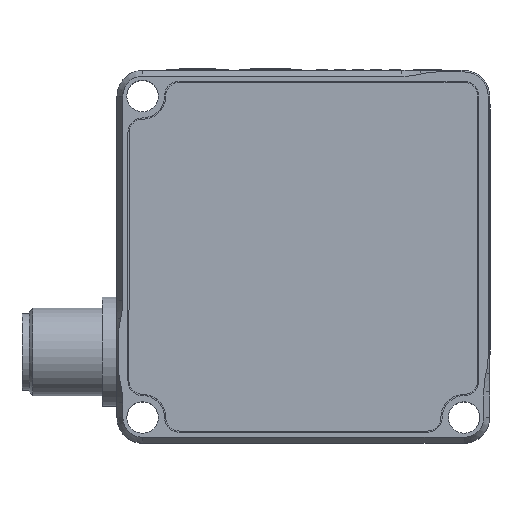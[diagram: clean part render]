
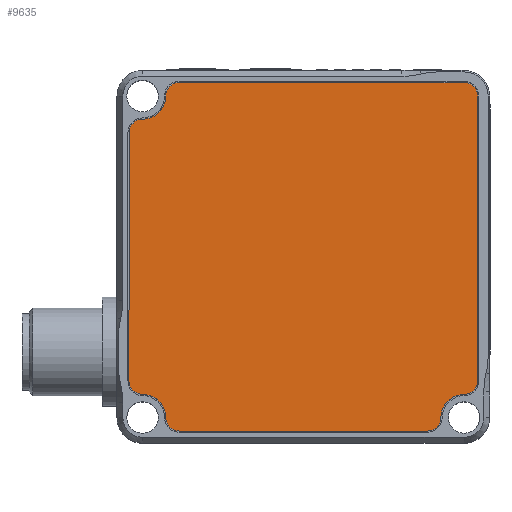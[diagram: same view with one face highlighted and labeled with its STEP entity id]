
A CAD part, top view. The second image highlights one B-rep face of the part: STEP entity #9635.
In plain terms, the highlighted planar face has unit normal (0, 0, 1).
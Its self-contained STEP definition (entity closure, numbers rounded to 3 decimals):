
#641=FACE_OUTER_BOUND('',#1204,.T.);
#1204=EDGE_LOOP('',(#7153,#7154,#7155,#7156,#7157,#7158,#7159,#7160,#7161,
#7162,#7163,#7164,#7165,#7166));
#1826=LINE('',#14567,#2766);
#1831=LINE('',#14583,#2771);
#1836=LINE('',#14599,#2776);
#1841=LINE('',#14615,#2781);
#2766=VECTOR('',#12118,10.);
#2771=VECTOR('',#12137,10.);
#2776=VECTOR('',#12156,10.);
#2781=VECTOR('',#12175,10.);
#3639=CIRCLE('',#10461,1.841);
#3640=CIRCLE('',#10463,3.17);
#3641=CIRCLE('',#10465,1.832);
#3642=CIRCLE('',#10468,1.832);
#3643=CIRCLE('',#10470,3.174);
#3644=CIRCLE('',#10472,1.834);
#3645=CIRCLE('',#10475,1.832);
#3646=CIRCLE('',#10477,3.174);
#3647=CIRCLE('',#10479,1.832);
#3648=CIRCLE('',#10482,1.838);
#4085=VERTEX_POINT('',#14564);
#4086=VERTEX_POINT('',#14566);
#4087=VERTEX_POINT('',#14570);
#4088=VERTEX_POINT('',#14574);
#4089=VERTEX_POINT('',#14578);
#4090=VERTEX_POINT('',#14582);
#4091=VERTEX_POINT('',#14586);
#4092=VERTEX_POINT('',#14590);
#4093=VERTEX_POINT('',#14594);
#4094=VERTEX_POINT('',#14598);
#4095=VERTEX_POINT('',#14602);
#4096=VERTEX_POINT('',#14606);
#4097=VERTEX_POINT('',#14610);
#4098=VERTEX_POINT('',#14614);
#5171=EDGE_CURVE('',#4086,#4085,#1826,.T.);
#5173=EDGE_CURVE('',#4087,#4086,#3639,.T.);
#5175=EDGE_CURVE('',#4088,#4087,#3640,.T.);
#5177=EDGE_CURVE('',#4089,#4088,#3641,.T.);
#5179=EDGE_CURVE('',#4090,#4089,#1831,.T.);
#5181=EDGE_CURVE('',#4091,#4090,#3642,.T.);
#5183=EDGE_CURVE('',#4092,#4091,#3643,.T.);
#5185=EDGE_CURVE('',#4093,#4092,#3644,.T.);
#5187=EDGE_CURVE('',#4094,#4093,#1836,.T.);
#5189=EDGE_CURVE('',#4095,#4094,#3645,.T.);
#5191=EDGE_CURVE('',#4096,#4095,#3646,.T.);
#5193=EDGE_CURVE('',#4097,#4096,#3647,.T.);
#5195=EDGE_CURVE('',#4098,#4097,#1841,.T.);
#5197=EDGE_CURVE('',#4085,#4098,#3648,.T.);
#7153=ORIENTED_EDGE('',*,*,#5197,.T.);
#7154=ORIENTED_EDGE('',*,*,#5195,.T.);
#7155=ORIENTED_EDGE('',*,*,#5193,.T.);
#7156=ORIENTED_EDGE('',*,*,#5191,.T.);
#7157=ORIENTED_EDGE('',*,*,#5189,.T.);
#7158=ORIENTED_EDGE('',*,*,#5187,.T.);
#7159=ORIENTED_EDGE('',*,*,#5185,.T.);
#7160=ORIENTED_EDGE('',*,*,#5183,.T.);
#7161=ORIENTED_EDGE('',*,*,#5181,.T.);
#7162=ORIENTED_EDGE('',*,*,#5179,.T.);
#7163=ORIENTED_EDGE('',*,*,#5177,.T.);
#7164=ORIENTED_EDGE('',*,*,#5175,.T.);
#7165=ORIENTED_EDGE('',*,*,#5173,.T.);
#7166=ORIENTED_EDGE('',*,*,#5171,.T.);
#8657=PLANE('',#10484);
#9635=ADVANCED_FACE('',(#641),#8657,.T.);
#10461=AXIS2_PLACEMENT_3D('',#14571,#12122,#12123);
#10463=AXIS2_PLACEMENT_3D('',#14575,#12127,#12128);
#10465=AXIS2_PLACEMENT_3D('',#14579,#12132,#12133);
#10468=AXIS2_PLACEMENT_3D('',#14587,#12141,#12142);
#10470=AXIS2_PLACEMENT_3D('',#14591,#12146,#12147);
#10472=AXIS2_PLACEMENT_3D('',#14595,#12151,#12152);
#10475=AXIS2_PLACEMENT_3D('',#14603,#12160,#12161);
#10477=AXIS2_PLACEMENT_3D('',#14607,#12165,#12166);
#10479=AXIS2_PLACEMENT_3D('',#14611,#12170,#12171);
#10482=AXIS2_PLACEMENT_3D('',#14618,#12179,#12180);
#10484=AXIS2_PLACEMENT_3D('',#14620,#12183,#12184);
#12118=DIRECTION('',(0.,1.,0.));
#12122=DIRECTION('center_axis',(0.,0.,1.));
#12123=DIRECTION('ref_axis',(0.,1.,0.));
#12127=DIRECTION('center_axis',(0.,0.,-1.));
#12128=DIRECTION('ref_axis',(0.,1.,0.));
#12132=DIRECTION('center_axis',(0.,0.,1.));
#12133=DIRECTION('ref_axis',(0.,1.,0.));
#12137=DIRECTION('',(1.,0.,0.));
#12141=DIRECTION('center_axis',(0.,0.,1.));
#12142=DIRECTION('ref_axis',(1.,-0.01,0.));
#12146=DIRECTION('center_axis',(0.,0.,-1.));
#12147=DIRECTION('ref_axis',(1.,0.,0.));
#12151=DIRECTION('center_axis',(0.,0.,1.));
#12152=DIRECTION('ref_axis',(1.,0.003,0.));
#12156=DIRECTION('',(0.,-1.,0.));
#12160=DIRECTION('center_axis',(0.,0.,1.));
#12161=DIRECTION('ref_axis',(-0.01,-1.,0.));
#12165=DIRECTION('center_axis',(0.,0.,-1.));
#12166=DIRECTION('ref_axis',(0.,-1.,0.));
#12170=DIRECTION('center_axis',(0.,0.,1.));
#12171=DIRECTION('ref_axis',(0.,-1.,0.));
#12175=DIRECTION('',(-1.,0.,0.));
#12179=DIRECTION('center_axis',(0.,0.,1.));
#12180=DIRECTION('ref_axis',(-1.,0.007,0.));
#12183=DIRECTION('center_axis',(0.,0.,1.));
#12184=DIRECTION('ref_axis',(1.,0.,0.));
#14564=CARTESIAN_POINT('',(48.851,47.,16.4));
#14566=CARTESIAN_POINT('',(48.841,8.,16.4));
#14567=CARTESIAN_POINT('',(48.851,47.,16.4));
#14570=CARTESIAN_POINT('',(46.999,6.159,16.4));
#14571=CARTESIAN_POINT('Origin',(47.,8.,16.4));
#14574=CARTESIAN_POINT('',(43.828,3.,16.4));
#14575=CARTESIAN_POINT('Origin',(46.998,2.988,16.4));
#14578=CARTESIAN_POINT('',(41.996,1.15,16.4));
#14579=CARTESIAN_POINT('Origin',(41.996,2.982,16.4));
#14582=CARTESIAN_POINT('',(8.005,1.15,16.4));
#14583=CARTESIAN_POINT('',(41.996,1.15,16.4));
#14586=CARTESIAN_POINT('',(6.173,3.,16.4));
#14587=CARTESIAN_POINT('Origin',(8.005,2.982,16.4));
#14590=CARTESIAN_POINT('',(3.,6.172,16.4));
#14591=CARTESIAN_POINT('Origin',(2.999,2.999,16.4));
#14594=CARTESIAN_POINT('',(1.141,8.,16.4));
#14595=CARTESIAN_POINT('Origin',(2.976,8.006,16.4));
#14598=CARTESIAN_POINT('',(1.15,41.996,16.4));
#14599=CARTESIAN_POINT('',(1.141,8.,16.4));
#14602=CARTESIAN_POINT('',(3.,43.827,16.4));
#14603=CARTESIAN_POINT('Origin',(2.982,41.995,16.4));
#14606=CARTESIAN_POINT('',(6.173,47.,16.4));
#14607=CARTESIAN_POINT('Origin',(2.999,47.001,16.4));
#14610=CARTESIAN_POINT('',(8.005,48.85,16.4));
#14611=CARTESIAN_POINT('Origin',(8.005,47.019,16.4));
#14614=CARTESIAN_POINT('',(47.,48.85,16.4));
#14615=CARTESIAN_POINT('',(8.005,48.85,16.4));
#14618=CARTESIAN_POINT('Origin',(47.013,47.012,16.4));
#14620=CARTESIAN_POINT('Origin',(25.595,25.598,16.4));
